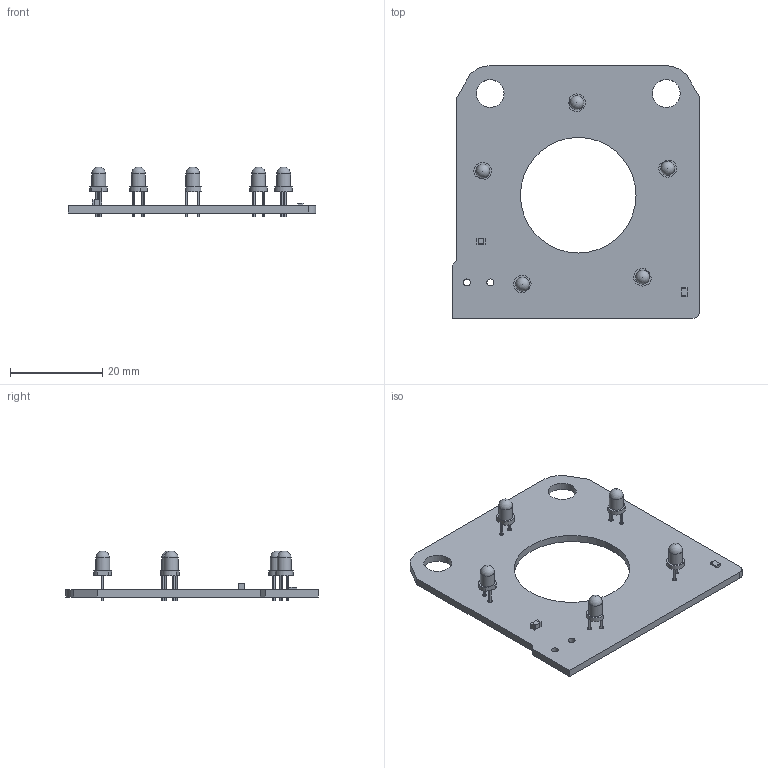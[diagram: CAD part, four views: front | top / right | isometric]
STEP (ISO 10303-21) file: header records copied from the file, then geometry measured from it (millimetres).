
FILE_DESCRIPTION(('KiCad electronic assembly'),'2;1');
FILE_NAME('gopro_lights.step','2019-11-21T20:15:44',('An Author'),( 'A Company'),'Open CASCADE STEP processor 6.9', 'KiCad to STEP converter','Unknown');
FILE_SCHEMA(('AUTOMOTIVE_DESIGN { 1 0 10303 214 1 1 1 1 }'));
Length unit declared in the file: millimetre
Products named in the file (8): Open CASCADE STEP translator 6.9 1; C_0805_2012Metric; SOLID; LED_D3.0mm; R_0805_2012Metric; COMPOUND
Assembly tree (11 placements, depth 3):
  Open CASCADE STEP translator 6.9 1
    C_0805_2012Metric
      SOLID
    LED_D3.0mm  x5
      SOLID
    R_0805_2012Metric
      SOLID
    COMPOUND
Bounding box: 53.56 x 54.6 x 10.8 mm (x, y, z)
Volume: 3869.6 mm3; surface area: 5607.8 mm2
Topology: 8 solids, 8 shells, 163 faces, 406 edges, 266 vertices
Faces by surface type: plane 110, cylinder 48, sphere 5
Full cylindrical faces by diameter (mm): 0.9 x10, 1.52 x2, 3 x5, 6 x2, 25 x1
Entity records: 7320 total; most frequent: CARTESIAN_POINT 1287, DIRECTION 1056, LINE 609, VECTOR 609, ORIENTED_EDGE 518, PCURVE 518, DEFINITIONAL_REPRESENTATION 518, EDGE_CURVE 259
